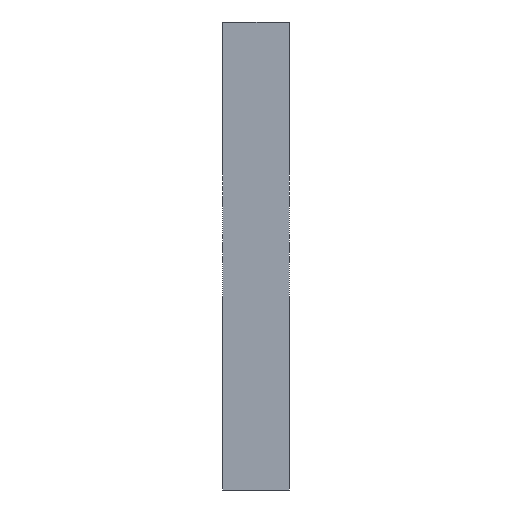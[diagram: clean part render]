
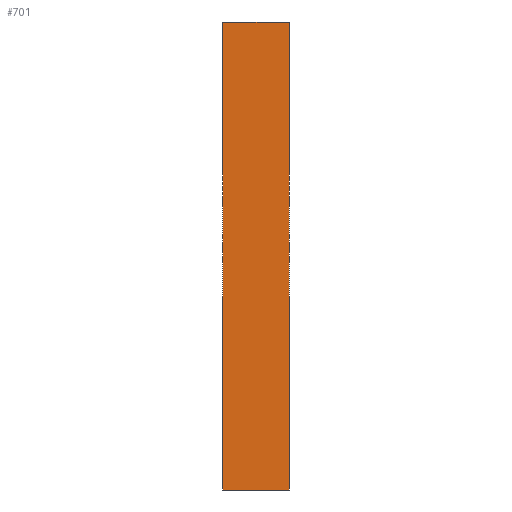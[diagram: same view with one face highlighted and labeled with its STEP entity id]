
A CAD part, left-side view. The second image highlights one B-rep face of the part: STEP entity #701.
In plain terms, the highlighted planar face has unit normal (-1, 0, 0).
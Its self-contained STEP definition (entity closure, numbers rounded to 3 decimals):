
#59 = DIRECTION ( 'NONE',  ( 0., -1., 0. ) ) ;
#74 = DIRECTION ( 'NONE',  ( 0., 0., 1. ) ) ;
#86 = CARTESIAN_POINT ( 'NONE',  ( 0., 10., -70. ) ) ;
#87 = DIRECTION ( 'NONE',  ( 0., -1., 0. ) ) ;
#90 = CARTESIAN_POINT ( 'NONE',  ( 0., 10., 0. ) ) ;
#104 = CARTESIAN_POINT ( 'NONE',  ( 0., 0., 0. ) ) ;
#105 = DIRECTION ( 'NONE',  ( 0., 0., 1. ) ) ;
#115 = CARTESIAN_POINT ( 'NONE',  ( 0., 10., 0. ) ) ;
#172 = PLANE ( 'NONE',  #850 ) ;
#190 = DIRECTION ( 'NONE',  ( 0., 0., -1. ) ) ;
#192 = DIRECTION ( 'NONE',  ( 1., 0., 0. ) ) ;
#219 = VERTEX_POINT ( 'NONE', #360 ) ;
#254 = CARTESIAN_POINT ( 'NONE',  ( 0., 0., 0. ) ) ;
#256 = CARTESIAN_POINT ( 'NONE',  ( 0., 10., -70. ) ) ;
#261 = CARTESIAN_POINT ( 'NONE',  ( 0., 0., -70. ) ) ;
#265 = CARTESIAN_POINT ( 'NONE',  ( 0., 10., 0. ) ) ;
#360 = CARTESIAN_POINT ( 'NONE',  ( 0., 10., 0. ) ) ;
#374 = VERTEX_POINT ( 'NONE', #256 ) ;
#375 = VERTEX_POINT ( 'NONE', #254 ) ;
#378 = VERTEX_POINT ( 'NONE', #261 ) ;
#499 = EDGE_LOOP ( 'NONE', ( #736, #713, #707, #737 ) ) ;
#584 = FACE_OUTER_BOUND ( 'NONE', #499, .T. ) ;
#653 = LINE ( 'NONE', #115, #654 ) ;
#654 = VECTOR ( 'NONE', #74, 1000. ) ;
#663 = LINE ( 'NONE', #90, #664 ) ;
#664 = VECTOR ( 'NONE', #59, 1000. ) ;
#668 = LINE ( 'NONE', #104, #669 ) ;
#669 = VECTOR ( 'NONE', #105, 1000. ) ;
#671 = LINE ( 'NONE', #86, #672 ) ;
#672 = VECTOR ( 'NONE', #87, 1000. ) ;
#701 = ADVANCED_FACE ( 'NONE', ( #584 ), #172, .F. ) ;
#707 = ORIENTED_EDGE ( 'NONE', *, *, #813, .F. ) ;
#713 = ORIENTED_EDGE ( 'NONE', *, *, #819, .F. ) ;
#736 = ORIENTED_EDGE ( 'NONE', *, *, #823, .T. ) ;
#737 = ORIENTED_EDGE ( 'NONE', *, *, #825, .T. ) ;
#813 = EDGE_CURVE ( 'NONE', #374, #219, #653, .T. ) ;
#819 = EDGE_CURVE ( 'NONE', #219, #375, #663, .T. ) ;
#823 = EDGE_CURVE ( 'NONE', #378, #375, #668, .T. ) ;
#825 = EDGE_CURVE ( 'NONE', #374, #378, #671, .T. ) ;
#850 = AXIS2_PLACEMENT_3D ( 'NONE', #265, #192, #190 ) ;
